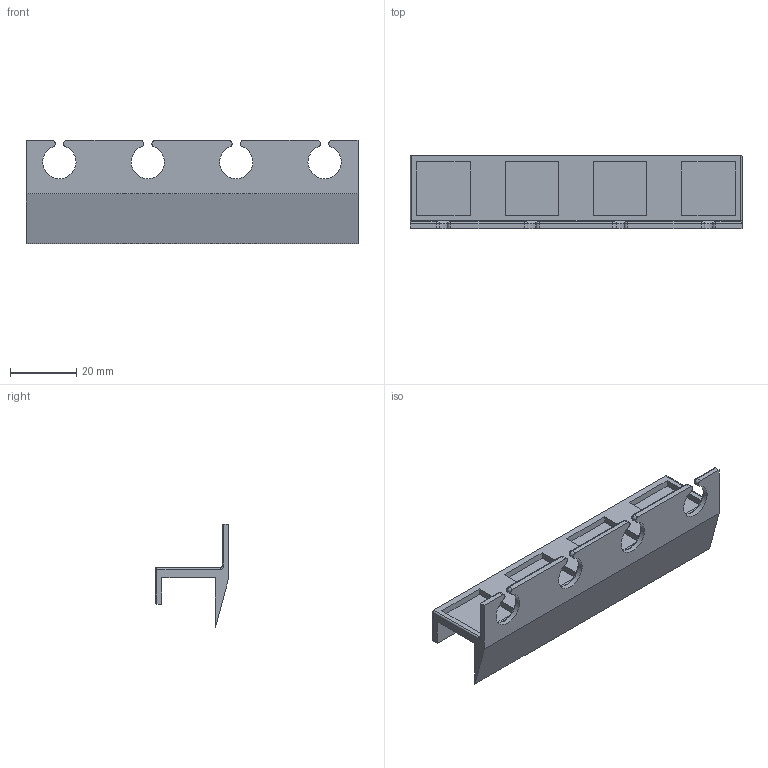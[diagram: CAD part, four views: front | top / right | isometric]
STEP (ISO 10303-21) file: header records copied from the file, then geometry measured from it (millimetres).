
FILE_DESCRIPTION(/* description */ ('STEP AP242','CAx-IF Rec.Pracs.---Representation and Presentation of Product Manufacturing Information (PMI)---4.0---2014-10-13','CAx-IF Rec.Pracs.---3D Tessellated Geometry---0.4---2014-09-14','2;1'),/* implementation_level */ '2;1');
FILE_NAME(/* name */ '68b3870edff7f98c88c8f8cc',/* time_stamp */ '2025-08-30T23:19:42Z',/* author */ (''),/* organization */ (''),/* preprocessor_version */ 'ST-DEVELOPER v20',/* originating_system */ 'ONSHAPE BY PTC INC, 1.203',/* authorisation */ ' ');
FILE_SCHEMA (('AP242_MANAGED_MODEL_BASED_3D_ENGINEERING_MIM_LF { 1 0 10303 442 1 1 4 }'));
Length unit declared in the file: metre
Products named in the file (1): Part 1
Bounding box: 99.9 x 22.1 x 31 mm (x, y, z)
Volume: 11077.8 mm3; surface area: 12111.1 mm2
Topology: 1 solids, 1 shells, 91 faces, 221 edges, 136 vertices
Faces by surface type: plane 36, cylinder 33, torus 22
Entity records: 2683 total; most frequent: DIRECTION 487, CARTESIAN_POINT 473, ORIENTED_EDGE 442, EDGE_CURVE 221, AXIS2_PLACEMENT_3D 182, VERTEX_POINT 136, LINE 123, VECTOR 123
